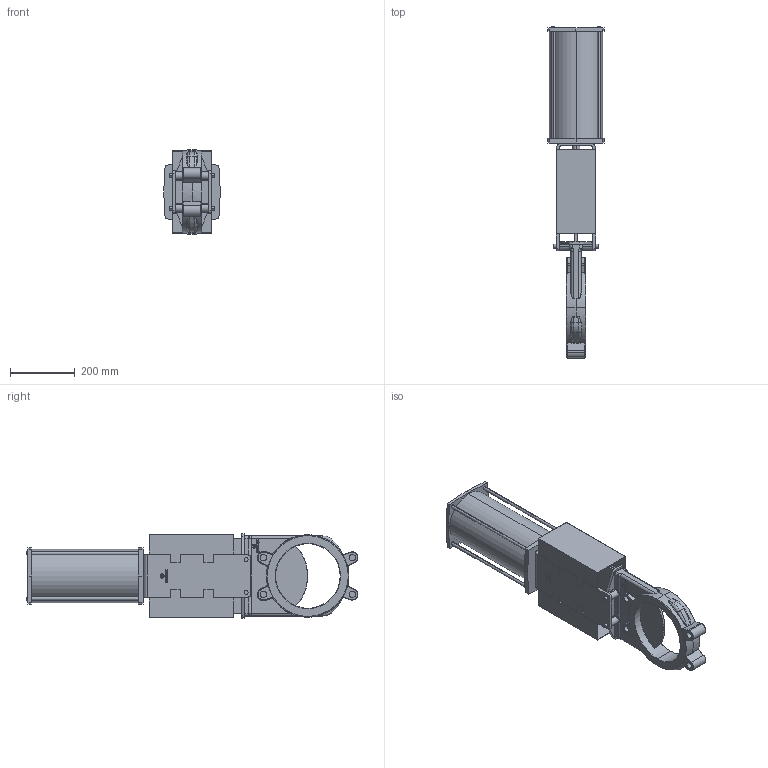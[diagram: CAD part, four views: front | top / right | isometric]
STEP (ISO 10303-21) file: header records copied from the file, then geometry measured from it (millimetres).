
FILE_DESCRIPTION (( 'STEP AP214' ), '1' );
FILE_NAME ('EB200_acci._neumatico.STEP', '2008-11-17T15:56:01', ( 'user' ), ( '' ), 'SwSTEP 2.0', 'SolidWorks 2007', '' );
FILE_SCHEMA (( 'AUTOMOTIVE_DESIGN' ));
Length unit declared in the file: millimetre
Products named in the file (3): cuerpoEB200_neumatico_Predeterminado; EB200_acci._neumatico; cilindroEB200_Predeterminado
Assembly tree (2 placements, depth 2):
  EB200_acci._neumatico
    cilindroEB200_Predeterminado
    cuerpoEB200_neumatico_Predeterminado
Bounding box: 175 x 1027.14 x 263 mm (x, y, z)
Volume: 11627023.4 mm3; surface area: 1140637.7 mm2
Topology: 3 solids, 7 shells, 1023 faces, 2604 edges, 1644 vertices
Faces by surface type: plane 601, cylinder 202, bspline 128, torus 64, sphere 20, cone 8
Entity records: 35125 total; most frequent: CARTESIAN_POINT 11060, ORIENTED_EDGE 5176, DIRECTION 4669, EDGE_CURVE 2588, VECTOR 1743, LINE 1743, VERTEX_POINT 1644, AXIS2_PLACEMENT_3D 1463
